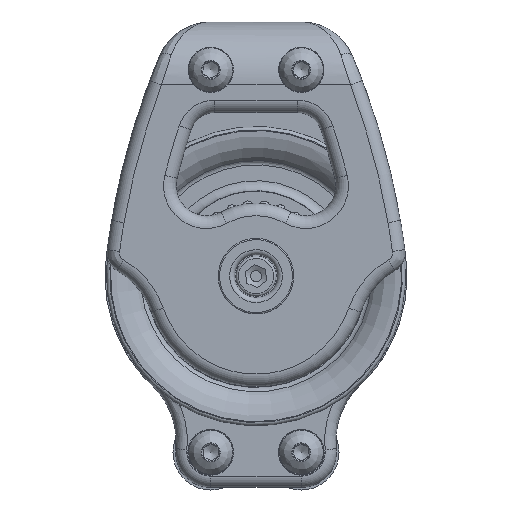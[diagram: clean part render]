
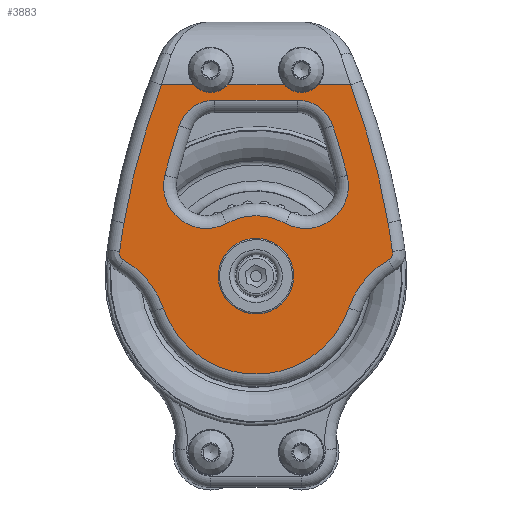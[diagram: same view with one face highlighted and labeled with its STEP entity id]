
A CAD part, front view. The second image highlights one B-rep face of the part: STEP entity #3883.
In plain terms, the highlighted planar face has unit normal (0, -1, 0).
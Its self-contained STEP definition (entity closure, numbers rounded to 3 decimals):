
#349=LINE('',#6659,#468);
#350=LINE('',#6660,#469);
#351=LINE('',#6662,#470);
#352=LINE('',#6688,#471);
#468=VECTOR('',#5090,10.);
#469=VECTOR('',#5091,10.);
#470=VECTOR('',#5092,10.);
#471=VECTOR('',#5117,10.);
#567=PLANE('',#4280);
#679=FACE_BOUND('',#1234,.T.);
#680=FACE_BOUND('',#1235,.T.);
#893=FACE_OUTER_BOUND('',#1233,.T.);
#1233=EDGE_LOOP('',(#3097,#3098,#3099,#3100,#3101,#3102,#3103,#3104,#3105,
#3106,#3107,#3108,#3109,#3110));
#1234=EDGE_LOOP('',(#3111));
#1235=EDGE_LOOP('',(#3112,#3113,#3114,#3115,#3116,#3117,#3118,#3119));
#1620=CIRCLE('',#4242,9.);
#1621=CIRCLE('',#4246,9.);
#1639=CIRCLE('',#4281,295.);
#1640=CIRCLE('',#4282,295.);
#1641=CIRCLE('',#4283,286.093);
#1642=CIRCLE('',#4284,3.);
#1643=CIRCLE('',#4285,35.);
#1644=CIRCLE('',#4286,39.);
#1645=CIRCLE('',#4287,35.);
#1646=CIRCLE('',#4288,3.);
#1647=CIRCLE('',#4289,286.093);
#1648=CIRCLE('',#4290,15.);
#1649=CIRCLE('',#4291,17.);
#1650=CIRCLE('',#4292,283.);
#1651=CIRCLE('',#4293,15.);
#1652=CIRCLE('',#4294,15.);
#1653=CIRCLE('',#4295,283.);
#1654=CIRCLE('',#4296,17.);
#1655=CIRCLE('',#4297,24.);
#1943=VERTEX_POINT('',#6417);
#1944=VERTEX_POINT('',#6418);
#1949=VERTEX_POINT('',#6538);
#1950=VERTEX_POINT('',#6539);
#1968=VERTEX_POINT('',#6656);
#1969=VERTEX_POINT('',#6657);
#1970=VERTEX_POINT('',#6661);
#1971=VERTEX_POINT('',#6663);
#1972=VERTEX_POINT('',#6665);
#1973=VERTEX_POINT('',#6667);
#1974=VERTEX_POINT('',#6669);
#1975=VERTEX_POINT('',#6671);
#1976=VERTEX_POINT('',#6673);
#1977=VERTEX_POINT('',#6675);
#1978=VERTEX_POINT('',#6678);
#1979=VERTEX_POINT('',#6680);
#1980=VERTEX_POINT('',#6681);
#1981=VERTEX_POINT('',#6683);
#1982=VERTEX_POINT('',#6685);
#1983=VERTEX_POINT('',#6687);
#1984=VERTEX_POINT('',#6689);
#1985=VERTEX_POINT('',#6691);
#1986=VERTEX_POINT('',#6693);
#2366=EDGE_CURVE('',#1944,#1943,#1620,.T.);
#2376=EDGE_CURVE('',#1950,#1949,#1621,.T.);
#2409=EDGE_CURVE('',#1968,#1969,#1639,.T.);
#2410=EDGE_CURVE('',#1950,#1968,#349,.T.);
#2411=EDGE_CURVE('',#1944,#1949,#350,.T.);
#2412=EDGE_CURVE('',#1970,#1943,#351,.T.);
#2413=EDGE_CURVE('',#1971,#1970,#1640,.T.);
#2414=EDGE_CURVE('',#1972,#1971,#1641,.T.);
#2415=EDGE_CURVE('',#1973,#1972,#1642,.T.);
#2416=EDGE_CURVE('',#1974,#1973,#1643,.T.);
#2417=EDGE_CURVE('',#1975,#1974,#1644,.T.);
#2418=EDGE_CURVE('',#1976,#1975,#1645,.T.);
#2419=EDGE_CURVE('',#1977,#1976,#1646,.T.);
#2420=EDGE_CURVE('',#1969,#1977,#1647,.T.);
#2421=EDGE_CURVE('',#1978,#1978,#1648,.T.);
#2422=EDGE_CURVE('',#1979,#1980,#1649,.T.);
#2423=EDGE_CURVE('',#1981,#1979,#1650,.T.);
#2424=EDGE_CURVE('',#1982,#1981,#1651,.T.);
#2425=EDGE_CURVE('',#1983,#1982,#352,.T.);
#2426=EDGE_CURVE('',#1984,#1983,#1652,.T.);
#2427=EDGE_CURVE('',#1985,#1984,#1653,.T.);
#2428=EDGE_CURVE('',#1986,#1985,#1654,.T.);
#2429=EDGE_CURVE('',#1980,#1986,#1655,.T.);
#3097=ORIENTED_EDGE('',*,*,#2409,.F.);
#3098=ORIENTED_EDGE('',*,*,#2410,.F.);
#3099=ORIENTED_EDGE('',*,*,#2376,.T.);
#3100=ORIENTED_EDGE('',*,*,#2411,.F.);
#3101=ORIENTED_EDGE('',*,*,#2366,.T.);
#3102=ORIENTED_EDGE('',*,*,#2412,.F.);
#3103=ORIENTED_EDGE('',*,*,#2413,.F.);
#3104=ORIENTED_EDGE('',*,*,#2414,.F.);
#3105=ORIENTED_EDGE('',*,*,#2415,.F.);
#3106=ORIENTED_EDGE('',*,*,#2416,.F.);
#3107=ORIENTED_EDGE('',*,*,#2417,.F.);
#3108=ORIENTED_EDGE('',*,*,#2418,.F.);
#3109=ORIENTED_EDGE('',*,*,#2419,.F.);
#3110=ORIENTED_EDGE('',*,*,#2420,.F.);
#3111=ORIENTED_EDGE('',*,*,#2421,.F.);
#3112=ORIENTED_EDGE('',*,*,#2422,.F.);
#3113=ORIENTED_EDGE('',*,*,#2423,.F.);
#3114=ORIENTED_EDGE('',*,*,#2424,.F.);
#3115=ORIENTED_EDGE('',*,*,#2425,.F.);
#3116=ORIENTED_EDGE('',*,*,#2426,.F.);
#3117=ORIENTED_EDGE('',*,*,#2427,.F.);
#3118=ORIENTED_EDGE('',*,*,#2428,.F.);
#3119=ORIENTED_EDGE('',*,*,#2429,.F.);
#3883=ADVANCED_FACE('',(#893,#679,#680),#567,.T.);
#4242=AXIS2_PLACEMENT_3D('',#6446,#4994,#4995);
#4246=AXIS2_PLACEMENT_3D('',#6566,#5006,#5007);
#4280=AXIS2_PLACEMENT_3D('',#6655,#5086,#5087);
#4281=AXIS2_PLACEMENT_3D('',#6658,#5088,#5089);
#4282=AXIS2_PLACEMENT_3D('',#6664,#5093,#5094);
#4283=AXIS2_PLACEMENT_3D('',#6666,#5095,#5096);
#4284=AXIS2_PLACEMENT_3D('',#6668,#5097,#5098);
#4285=AXIS2_PLACEMENT_3D('',#6670,#5099,#5100);
#4286=AXIS2_PLACEMENT_3D('',#6672,#5101,#5102);
#4287=AXIS2_PLACEMENT_3D('',#6674,#5103,#5104);
#4288=AXIS2_PLACEMENT_3D('',#6676,#5105,#5106);
#4289=AXIS2_PLACEMENT_3D('',#6677,#5107,#5108);
#4290=AXIS2_PLACEMENT_3D('',#6679,#5109,#5110);
#4291=AXIS2_PLACEMENT_3D('',#6682,#5111,#5112);
#4292=AXIS2_PLACEMENT_3D('',#6684,#5113,#5114);
#4293=AXIS2_PLACEMENT_3D('',#6686,#5115,#5116);
#4294=AXIS2_PLACEMENT_3D('',#6690,#5118,#5119);
#4295=AXIS2_PLACEMENT_3D('',#6692,#5120,#5121);
#4296=AXIS2_PLACEMENT_3D('',#6694,#5122,#5123);
#4297=AXIS2_PLACEMENT_3D('',#6695,#5124,#5125);
#4994=DIRECTION('center_axis',(0.,1.,0.));
#4995=DIRECTION('ref_axis',(-1.,0.,0.));
#5006=DIRECTION('center_axis',(0.,1.,0.));
#5007=DIRECTION('ref_axis',(1.,0.,0.));
#5086=DIRECTION('center_axis',(0.,-1.,0.));
#5087=DIRECTION('ref_axis',(0.,0.,-1.));
#5088=DIRECTION('center_axis',(0.,1.,0.));
#5089=DIRECTION('ref_axis',(0.965,0.,0.26));
#5090=DIRECTION('',(1.,0.,0.));
#5091=DIRECTION('',(1.,0.,0.));
#5092=DIRECTION('',(1.,0.,0.));
#5093=DIRECTION('center_axis',(0.,1.,0.));
#5094=DIRECTION('ref_axis',(-0.965,0.,0.26));
#5095=DIRECTION('center_axis',(0.,1.,0.));
#5096=DIRECTION('ref_axis',(-0.989,0.,0.149));
#5097=DIRECTION('center_axis',(0.,1.,0.));
#5098=DIRECTION('ref_axis',(-0.908,0.,-0.42));
#5099=DIRECTION('center_axis',(0.,-1.,0.));
#5100=DIRECTION('ref_axis',(0.769,0.,0.639));
#5101=DIRECTION('center_axis',(0.,1.,0.));
#5102=DIRECTION('ref_axis',(0.,0.,-1.));
#5103=DIRECTION('center_axis',(0.,-1.,0.));
#5104=DIRECTION('ref_axis',(-0.769,0.,0.639));
#5105=DIRECTION('center_axis',(0.,1.,0.));
#5106=DIRECTION('ref_axis',(0.908,0.,-0.42));
#5107=DIRECTION('center_axis',(0.,1.,0.));
#5108=DIRECTION('ref_axis',(0.989,0.,0.149));
#5109=DIRECTION('center_axis',(0.,-1.,0.));
#5110=DIRECTION('ref_axis',(0.991,0.,-0.134));
#5111=DIRECTION('center_axis',(0.,-1.,0.));
#5112=DIRECTION('ref_axis',(-0.611,0.,-0.792));
#5113=DIRECTION('center_axis',(0.,-1.,0.));
#5114=DIRECTION('ref_axis',(-0.961,0.,0.278));
#5115=DIRECTION('center_axis',(0.,-1.,0.));
#5116=DIRECTION('ref_axis',(-0.586,0.,0.81));
#5117=DIRECTION('',(-1.,0.,0.));
#5118=DIRECTION('center_axis',(0.,-1.,0.));
#5119=DIRECTION('ref_axis',(0.586,0.,0.81));
#5120=DIRECTION('center_axis',(0.,-1.,0.));
#5121=DIRECTION('ref_axis',(0.961,0.,0.278));
#5122=DIRECTION('center_axis',(0.,-1.,0.));
#5123=DIRECTION('ref_axis',(0.611,0.,-0.792));
#5124=DIRECTION('center_axis',(0.,1.,0.));
#5125=DIRECTION('ref_axis',(0.,0.,
1.));
#6417=CARTESIAN_POINT('',(-24.708,-18.5,76.));
#6418=CARTESIAN_POINT('',(-11.292,-18.5,76.));
#6446=CARTESIAN_POINT('Origin',(-18.,-18.5,82.));
#6538=CARTESIAN_POINT('',(11.292,-18.5,76.));
#6539=CARTESIAN_POINT('',(24.708,-18.5,76.));
#6566=CARTESIAN_POINT('Origin',(18.,-18.5,82.));
#6655=CARTESIAN_POINT('Origin',(0.,-18.5,-110.));
#6656=CARTESIAN_POINT('',(37.506,-18.5,76.));
#6657=CARTESIAN_POINT('',(52.458,-18.5,21.264));
#6658=CARTESIAN_POINT('Origin',(-238.273,-18.5,-28.742));
#6659=CARTESIAN_POINT('',(0.,-18.5,76.));
#6660=CARTESIAN_POINT('',(0.,-18.5,76.));
#6661=CARTESIAN_POINT('',(-37.506,-18.5,76.));
#6662=CARTESIAN_POINT('',(0.,-18.5,76.));
#6663=CARTESIAN_POINT('',(-52.458,-18.5,21.264));
#6664=CARTESIAN_POINT('Origin',(238.273,-18.5,-28.742));
#6665=CARTESIAN_POINT('',(-54.193,-18.5,9.737));
#6666=CARTESIAN_POINT('Origin',(229.522,-18.5,-27.068));
#6667=CARTESIAN_POINT('',(-52.748,-18.5,6.453));
#6668=CARTESIAN_POINT('Origin',(-51.27,-18.5,9.063));
#6669=CARTESIAN_POINT('',(-36.892,-18.5,-12.649));
#6670=CARTESIAN_POINT('Origin',(-70.,-18.5,-24.));
#6671=CARTESIAN_POINT('',(36.892,-18.5,-12.649));
#6672=CARTESIAN_POINT('Origin',(0.,-18.5,0.));
#6673=CARTESIAN_POINT('',(52.748,-18.5,6.453));
#6674=CARTESIAN_POINT('Origin',(70.,-18.5,-24.));
#6675=CARTESIAN_POINT('',(54.193,-18.5,9.737));
#6676=CARTESIAN_POINT('Origin',(51.27,-18.5,9.063));
#6677=CARTESIAN_POINT('Origin',(-229.522,-18.5,-27.068));
#6678=CARTESIAN_POINT('',(-14.865,-18.5,2.006));
#6679=CARTESIAN_POINT('Origin',(0.,-18.5,0.));
#6680=CARTESIAN_POINT('',(-36.235,-18.5,40.066));
#6681=CARTESIAN_POINT('',(-11.558,-18.5,21.034));
#6682=CARTESIAN_POINT('Origin',(-19.745,-18.5,35.932));
#6683=CARTESIAN_POINT('',(-30.557,-18.5,59.687));
#6684=CARTESIAN_POINT('Origin',(238.273,-18.5,-28.742));
#6685=CARTESIAN_POINT('',(-16.308,-18.5,70.));
#6686=CARTESIAN_POINT('Origin',(-16.308,-18.5,55.));
#6687=CARTESIAN_POINT('',(16.308,-18.5,70.));
#6688=CARTESIAN_POINT('',(0.,-18.5,70.));
#6689=CARTESIAN_POINT('',(30.557,-18.5,59.687));
#6690=CARTESIAN_POINT('Origin',(16.308,-18.5,55.));
#6691=CARTESIAN_POINT('',(36.235,-18.5,40.066));
#6692=CARTESIAN_POINT('Origin',(-238.273,-18.5,-28.742));
#6693=CARTESIAN_POINT('',(11.558,-18.5,21.034));
#6694=CARTESIAN_POINT('Origin',(19.745,-18.5,35.932));
#6695=CARTESIAN_POINT('Origin',(0.,-18.5,0.));
